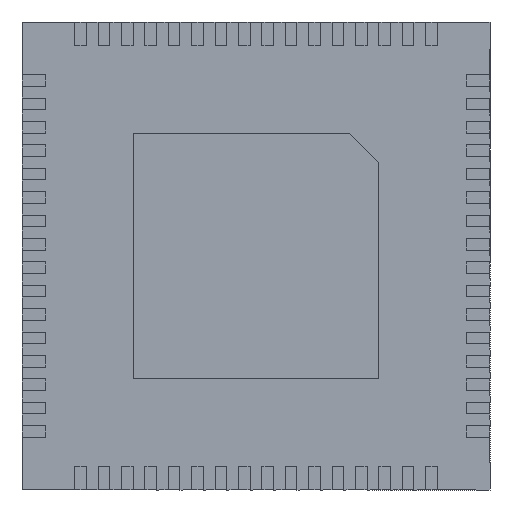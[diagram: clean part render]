
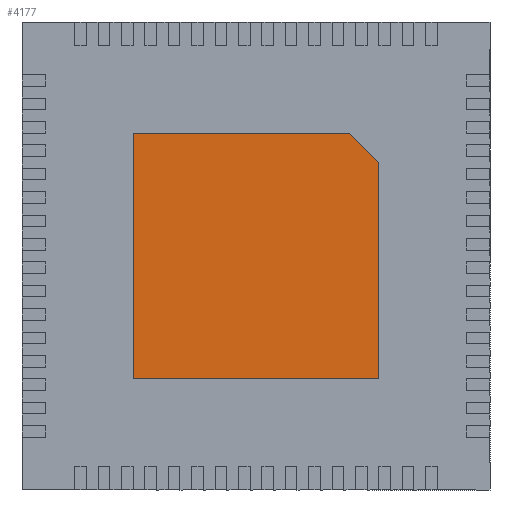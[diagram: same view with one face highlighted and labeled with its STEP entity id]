
A CAD part, front view. The second image highlights one B-rep face of the part: STEP entity #4177.
In plain terms, the highlighted planar face has unit normal (0, -1, 0).
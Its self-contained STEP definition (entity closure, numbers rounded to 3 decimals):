
#355 = ORIENTED_EDGE ( 'NONE', *, *, #17633, .T. ) ;
#541 = EDGE_CURVE ( 'NONE', #9987, #8085, #4935, .T. ) ;
#609 = DIRECTION ( 'NONE',  ( 0., -1., 0. ) ) ;
#1395 = EDGE_CURVE ( 'NONE', #8085, #15907, #9969, .T. ) ;
#1983 = VECTOR ( 'NONE', #5864, 1000. ) ;
#2198 = DIRECTION ( 'NONE',  ( -0.707, 0., 0.707 ) ) ;
#2356 = VECTOR ( 'NONE', #13926, 1000. ) ;
#2406 = VERTEX_POINT ( 'NONE', #5125 ) ;
#2446 = ORIENTED_EDGE ( 'NONE', *, *, #4682, .T. ) ;
#2950 = DIRECTION ( 'NONE',  ( 1., 0., 0. ) ) ;
#3491 = DIRECTION ( 'NONE',  ( -1., 0., 0. ) ) ;
#3543 = VERTEX_POINT ( 'NONE', #15017 ) ;
#3901 = ORIENTED_EDGE ( 'NONE', *, *, #541, .T. ) ;
#4177 = ADVANCED_FACE ( 'NONE', ( #17458 ), #16044, .T. ) ;
#4304 = CARTESIAN_POINT ( 'NONE',  ( -2.1, -0.05, 2.1 ) ) ;
#4682 = EDGE_CURVE ( 'NONE', #2406, #9987, #7033, .T. ) ;
#4935 = LINE ( 'NONE', #5989, #16577 ) ;
#5125 = CARTESIAN_POINT ( 'NONE',  ( -2.1, -0.05, 2.1 ) ) ;
#5864 = DIRECTION ( 'NONE',  ( 0., 0., -1. ) ) ;
#5989 = CARTESIAN_POINT ( 'NONE',  ( -2.1, -0.05, -2.1 ) ) ;
#6546 = CARTESIAN_POINT ( 'NONE',  ( 2.1, -0.05, -2.1 ) ) ;
#7033 = LINE ( 'NONE', #4304, #1983 ) ;
#8053 = CARTESIAN_POINT ( 'NONE',  ( 1.6, -0.05, 2.1 ) ) ;
#8085 = VERTEX_POINT ( 'NONE', #14761 ) ;
#8514 = EDGE_CURVE ( 'NONE', #15907, #3543, #14829, .T. ) ;
#9637 = CARTESIAN_POINT ( 'NONE',  ( 2.1, -0.05, 1.6 ) ) ;
#9969 = LINE ( 'NONE', #6546, #2356 ) ;
#9987 = VERTEX_POINT ( 'NONE', #17364 ) ;
#12117 = CARTESIAN_POINT ( 'NONE',  ( 0., -0.05, 0. ) ) ;
#12164 = DIRECTION ( 'NONE',  ( 0., 0., -1. ) ) ;
#13402 = VECTOR ( 'NONE', #2198, 1000. ) ;
#13926 = DIRECTION ( 'NONE',  ( 0., 0., 1. ) ) ;
#14243 = VECTOR ( 'NONE', #3491, 1000. ) ;
#14761 = CARTESIAN_POINT ( 'NONE',  ( 2.1, -0.05, -2.1 ) ) ;
#14829 = LINE ( 'NONE', #9637, #13402 ) ;
#15017 = CARTESIAN_POINT ( 'NONE',  ( 1.6, -0.05, 2.1 ) ) ;
#15107 = EDGE_LOOP ( 'NONE', ( #3901, #16647, #19485, #355, #2446 ) ) ;
#15907 = VERTEX_POINT ( 'NONE', #18678 ) ;
#16044 = PLANE ( 'NONE',  #18174 ) ;
#16577 = VECTOR ( 'NONE', #2950, 1000. ) ;
#16647 = ORIENTED_EDGE ( 'NONE', *, *, #1395, .T. ) ;
#17364 = CARTESIAN_POINT ( 'NONE',  ( -2.1, -0.05, -2.1 ) ) ;
#17458 = FACE_OUTER_BOUND ( 'NONE', #15107, .T. ) ;
#17633 = EDGE_CURVE ( 'NONE', #3543, #2406, #17834, .T. ) ;
#17834 = LINE ( 'NONE', #8053, #14243 ) ;
#18174 = AXIS2_PLACEMENT_3D ( 'NONE', #12117, #609, #12164 ) ;
#18678 = CARTESIAN_POINT ( 'NONE',  ( 2.1, -0.05, 1.6 ) ) ;
#19485 = ORIENTED_EDGE ( 'NONE', *, *, #8514, .T. ) ;
